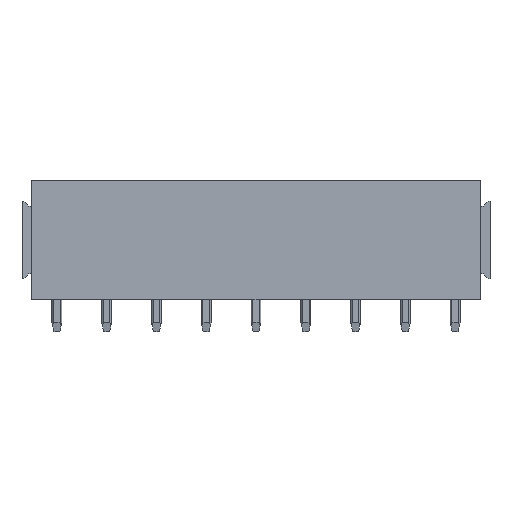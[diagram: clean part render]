
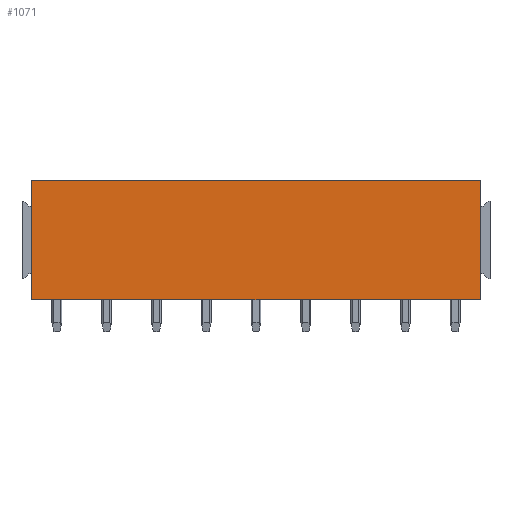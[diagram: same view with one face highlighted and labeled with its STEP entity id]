
A CAD part, front view. The second image highlights one B-rep face of the part: STEP entity #1071.
In plain terms, the highlighted planar face has unit normal (0, -1, 0).
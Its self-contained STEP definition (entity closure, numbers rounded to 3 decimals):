
#1051=AXIS2_PLACEMENT_3D('Plane Axis2P3D',#1048,#1049,#1050) ;
#902=CARTESIAN_POINT('Vertex',(46.,0.,15.2)) ;
#909=CARTESIAN_POINT('Vertex',(1.,0.,15.2)) ;
#912=CARTESIAN_POINT('Line Origine',(23.5,0.,15.2)) ;
#938=CARTESIAN_POINT('Line Origine',(46.,0.,9.2)) ;
#942=CARTESIAN_POINT('Vertex',(46.,0.,3.2)) ;
#1048=CARTESIAN_POINT('Axis2P3D Location',(1.,0.,3.2)) ;
#1053=CARTESIAN_POINT('Line Origine',(1.,0.,9.2)) ;
#1057=CARTESIAN_POINT('Vertex',(1.,0.,3.2)) ;
#1060=CARTESIAN_POINT('Line Origine',(23.5,0.,3.2)) ;
#913=DIRECTION('Vector Direction',(1.,0.,0.)) ;
#939=DIRECTION('Vector Direction',(0.,0.,1.)) ;
#1049=DIRECTION('Axis2P3D Direction',(0.,1.,0.)) ;
#1050=DIRECTION('Axis2P3D XDirection',(0.,0.,1.)) ;
#1054=DIRECTION('Vector Direction',(0.,0.,1.)) ;
#1061=DIRECTION('Vector Direction',(1.,0.,0.)) ;
#914=VECTOR('Line Direction',#913,1.) ;
#940=VECTOR('Line Direction',#939,1.) ;
#1055=VECTOR('Line Direction',#1054,1.) ;
#1062=VECTOR('Line Direction',#1061,1.) ;
#1066=ORIENTED_EDGE('',*,*,#944,.T.) ;
#1067=ORIENTED_EDGE('',*,*,#916,.F.) ;
#1068=ORIENTED_EDGE('',*,*,#1059,.F.) ;
#1069=ORIENTED_EDGE('',*,*,#1064,.T.) ;
#1071=ADVANCED_FACE('Housing',(#1070),#1052,.F.) ;
#916=EDGE_CURVE('',#910,#903,#915,.T.) ;
#944=EDGE_CURVE('',#943,#903,#941,.T.) ;
#1059=EDGE_CURVE('',#1058,#910,#1056,.T.) ;
#1064=EDGE_CURVE('',#1058,#943,#1063,.T.) ;
#1065=EDGE_LOOP('',(#1066,#1067,#1068,#1069)) ;
#1070=FACE_OUTER_BOUND('',#1065,.T.) ;
#915=LINE('Line',#912,#914) ;
#941=LINE('Line',#938,#940) ;
#1056=LINE('Line',#1053,#1055) ;
#1063=LINE('Line',#1060,#1062) ;
#1052=PLANE('',#1051) ;
#903=VERTEX_POINT('',#902) ;
#910=VERTEX_POINT('',#909) ;
#943=VERTEX_POINT('',#942) ;
#1058=VERTEX_POINT('',#1057) ;
